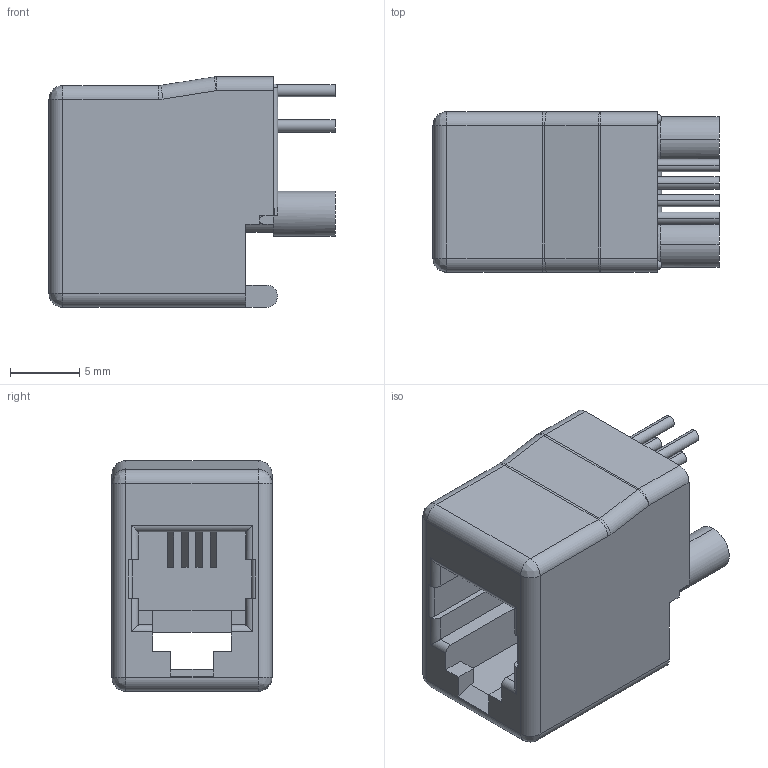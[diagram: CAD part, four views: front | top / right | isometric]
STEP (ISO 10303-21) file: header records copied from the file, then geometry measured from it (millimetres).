
FILE_DESCRIPTION (( 'STEP AP214' ), '1' );
FILE_NAME ('User Library-3066-30004001R-Rev.01.STEP', '2016-02-22T11:05:17', ( 'Windows User' ), ( '' ), 'SwSTEP 2.0', 'SolidWorks 2016', '' );
FILE_SCHEMA (( 'AUTOMOTIVE_DESIGN' ));
Length unit declared in the file: millimetre
Products named in the file (1): User Library-3066-30004001R-Rev.01
Bounding box: 20.64 x 11.56 x 16.64 mm (x, y, z)
Volume: 2210.8 mm3; surface area: 1836.1 mm2
Topology: 2 solids, 2 shells, 155 faces, 420 edges, 268 vertices
Faces by surface type: plane 91, cylinder 50, bspline 14
Entity records: 5149 total; most frequent: CARTESIAN_POINT 1230, ORIENTED_EDGE 836, DIRECTION 760, EDGE_CURVE 418, VECTOR 292, LINE 292, VERTEX_POINT 268, AXIS2_PLACEMENT_3D 234
